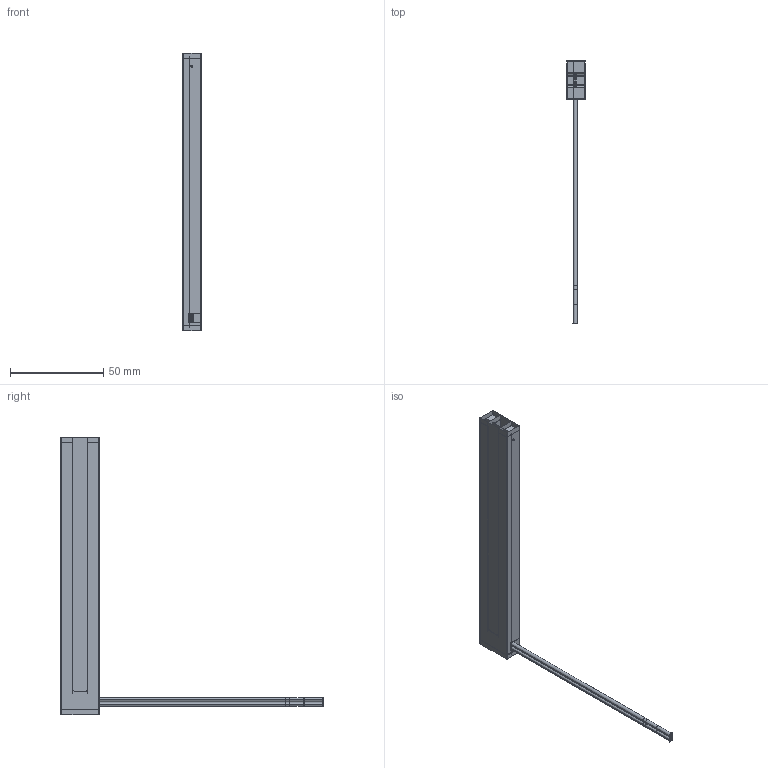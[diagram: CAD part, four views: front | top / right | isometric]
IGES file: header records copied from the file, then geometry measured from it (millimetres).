
Start section:  PTC IGES file: 193374.igs
Global section: file name: 193374.igs; native system: Creo Parametric by Parametric Technology Corporation; preprocessor: 2013230; author: pdmadmin; organization: Unknown; date: 20160302.095832; units: millimetre
Bounding box: 9.91 x 140.67 x 148.59 mm (x, y, z)
Volume: 17871.7 mm3; surface area: 98725 mm2
Topology: 4 solids, 6 shells, 164 faces, 856 edges, 1104 vertices
Faces by surface type: bspline 84, revolution 80
